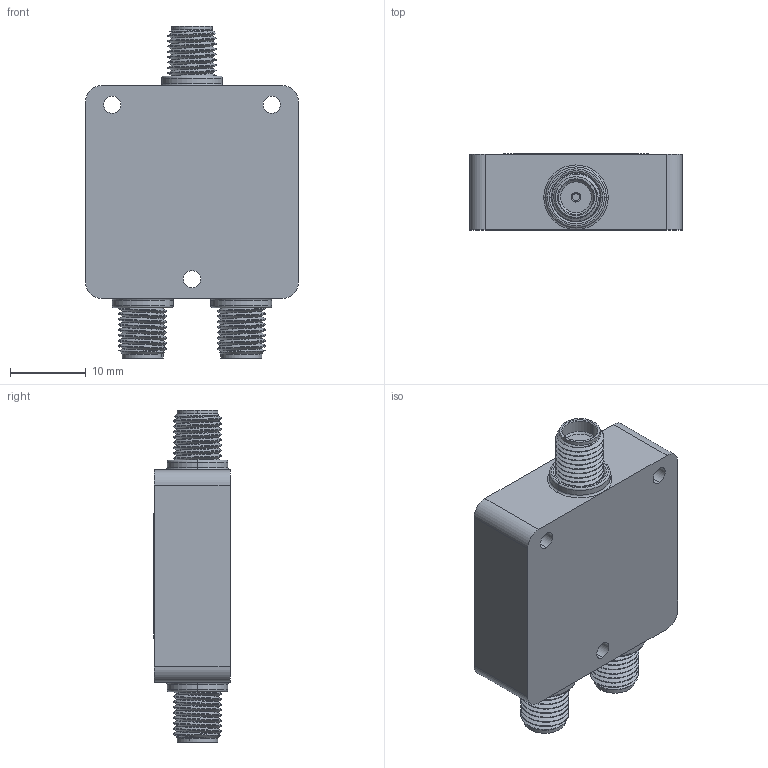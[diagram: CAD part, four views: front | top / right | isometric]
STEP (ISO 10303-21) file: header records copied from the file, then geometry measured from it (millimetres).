
FILE_DESCRIPTION (( 'STEP AP203' ), '1' );
FILE_NAME ('MP0208-2.step', '2018-08-27T20:22:22', ( '' ), ( '' ), 'SwSTEP 2.0', 'SolidWorks 2017', '' );
FILE_SCHEMA (( 'CONFIG_CONTROL_DESIGN' ));
Length unit declared in the file: inch
Products named in the file (1): MP0208-2
Bounding box: 28 x 10.05 x 43.75 mm (x, y, z)
Volume: 8290.1 mm3; surface area: 4746.2 mm2
Topology: 8 solids, 8 shells, 446 faces, 1146 edges, 752 vertices
Faces by surface type: plane 172, bspline 119, cylinder 116, cone 21, torus 18
Entity records: 23476 total; most frequent: CARTESIAN_POINT 13608, ORIENTED_EDGE 2292, DIRECTION 1592, EDGE_CURVE 1146, VERTEX_POINT 752, LINE 604, VECTOR 604, EDGE_LOOP 494
